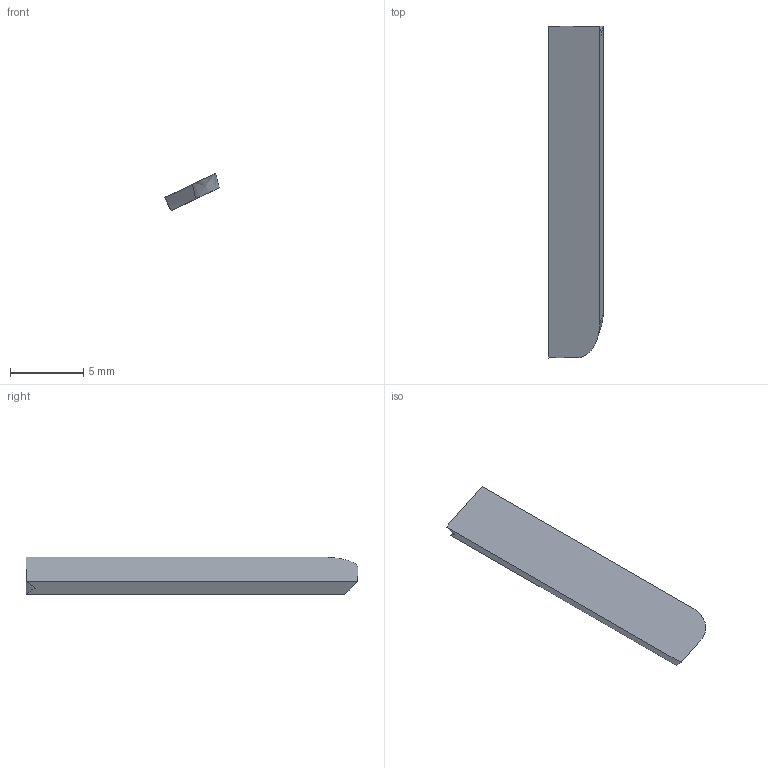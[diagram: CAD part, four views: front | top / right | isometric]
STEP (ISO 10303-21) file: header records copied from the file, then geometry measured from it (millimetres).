
FILE_DESCRIPTION(/* description */ (''),/* implementation_level */ '2;1');
FILE_NAME(/* name */ '7-3512_.stp',/* time_stamp */ '2016-06-02T11:45:08+02:00',/* author */ (''),/* organization */ (''),/* preprocessor_version */ 'ST-DEVELOPER v16.5',/* originating_system */ 'Autodesk Translation Framework v5.0.0.3310',/* authorisation */ '');
FILE_SCHEMA (('AUTOMOTIVE_DESIGN { 1 0 10303 214 3 1 1 }'));
Length unit declared in the file: centimetre
Products named in the file (1): 7-3512_
Bounding box: 3.72 x 22.71 x 2.55 mm (x, y, z)
Volume: 81.3 mm3; surface area: 219.5 mm2
Topology: 1 solids, 1 shells, 8 faces, 18 edges, 12 vertices
Faces by surface type: plane 5, cylinder 2, bspline 1
Entity records: 282 total; most frequent: CARTESIAN_POINT 81, ORIENTED_EDGE 36, DIRECTION 35, EDGE_CURVE 18, VERTEX_POINT 12, AXIS2_PLACEMENT_3D 12, LINE 11, VECTOR 11
